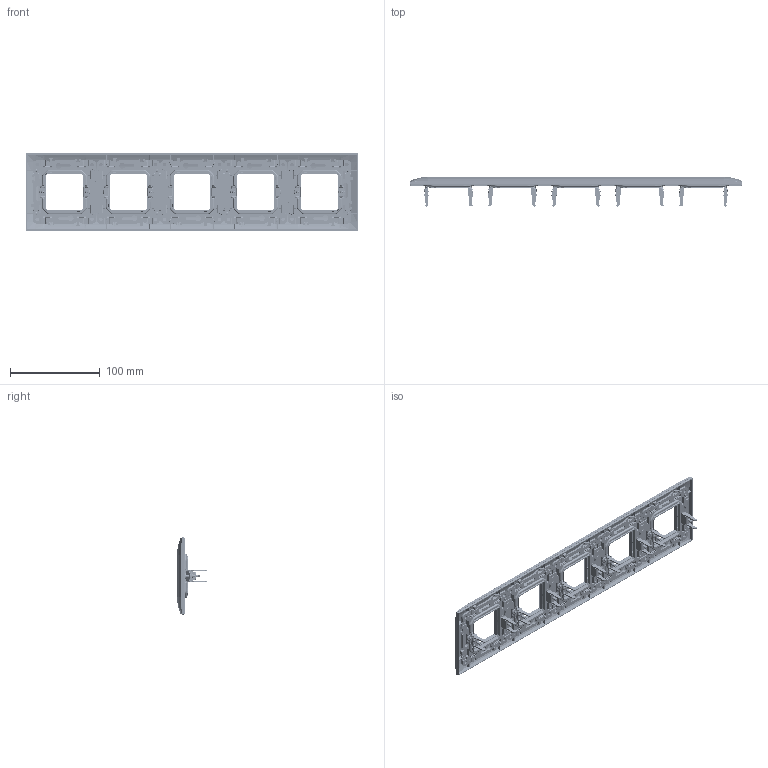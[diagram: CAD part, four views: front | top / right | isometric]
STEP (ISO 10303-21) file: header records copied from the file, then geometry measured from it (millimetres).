
FILE_DESCRIPTION (( 'STEP AP214' ), '1' );
FILE_NAME ('Ðàìêà ïëàñòèê 5 ïîñòîâ.STEP', '2024-06-10T07:50:54', ( '' ), ( '' ), 'SwSTEP 2.0', 'SolidWorks 2022', '' );
FILE_SCHEMA (( 'AUTOMOTIVE_DESIGN' ));
Length unit declared in the file: millimetre
Products named in the file (1): Рамка пластик 5 постов
Bounding box: 370 x 33.41 x 86 mm (x, y, z)
Volume: 81999.8 mm3; surface area: 149504.5 mm2
Topology: 39 solids, 41 shells, 10495 faces, 29654 edges, 19070 vertices
Faces by surface type: plane 4961, cylinder 4505, torus 490, bspline 342, cone 177, sphere 20
Entity records: 617456 total; most frequent: CARTESIAN_POINT 234600, ORIENTED_EDGE 59228, DIRECTION 51820, EDGE_CURVE 29614, VERTEX_POINT 19070, VECTOR 17792, LINE 17792, AXIS2_PLACEMENT_3D 17014
